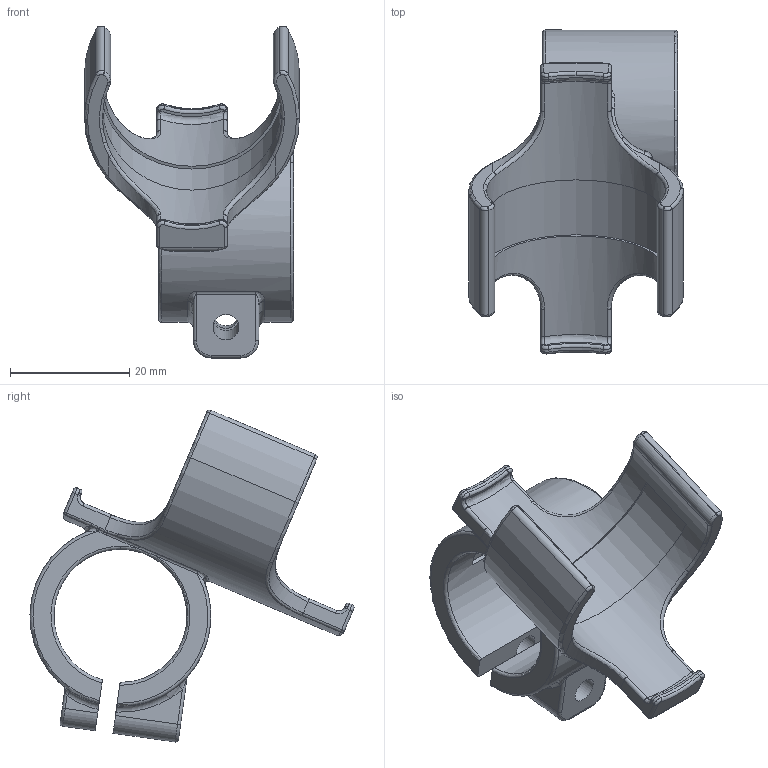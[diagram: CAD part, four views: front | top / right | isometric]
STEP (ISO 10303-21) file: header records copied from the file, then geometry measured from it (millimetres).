
FILE_DESCRIPTION(('HOOPS Exchange Step'),'2;1');
FILE_NAME('temp_export','2023-06-02T17:57:58+02:00',('mobile'),('Shapr3D Limited'),'HOOPS Exchange 2022.2','Shapr3D','Authorized');
FILE_SCHEMA( ('AUTOMOTIVE_DESIGN { 1 0 10303 214 1 1 1 1 }') );
Length unit declared in the file: millimetre
Products named in the file (2): CLIP DANKUBINV3R.stp; root
Assembly tree (1 placements, depth 2):
  root
    CLIP DANKUBINV3R.stp
Bounding box: 36 x 54.27 x 55.61 mm (x, y, z)
Volume: 12166.6 mm3; surface area: 8695.7 mm2
Topology: 1 solids, 1 shells, 210 faces, 526 edges, 315 vertices
Faces by surface type: cylinder 72, torus 58, plane 38, bspline 38, sphere 4
Full cylindrical faces by diameter (mm): 4.3 x2, 7.8 x1
Entity records: 7602 total; most frequent: CARTESIAN_POINT 2723, ORIENTED_EDGE 1044, DIRECTION 1032, EDGE_CURVE 522, AXIS2_PLACEMENT_3D 443, VERTEX_POINT 315, CIRCLE 269, EDGE_LOOP 215
